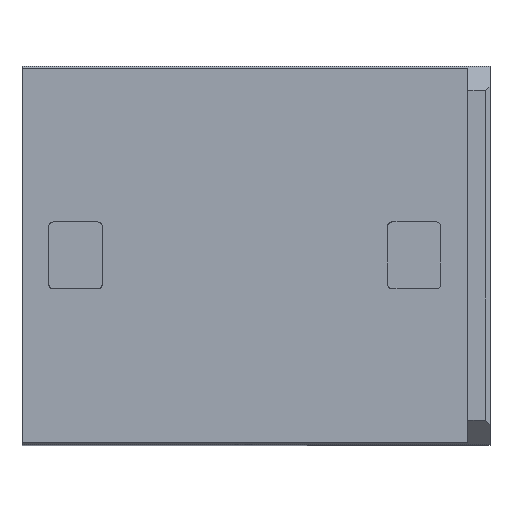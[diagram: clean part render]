
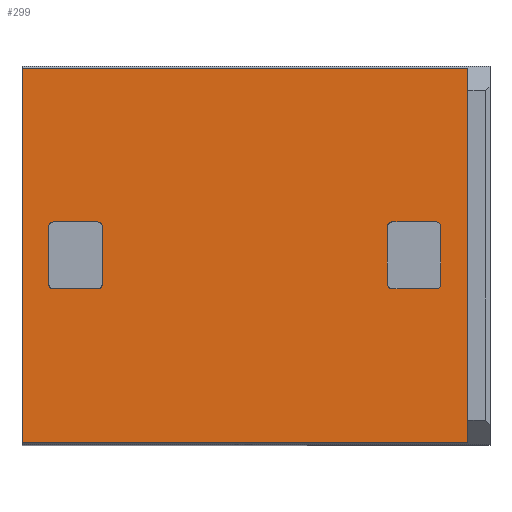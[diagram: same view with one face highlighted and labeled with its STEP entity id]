
A CAD part, top view. The second image highlights one B-rep face of the part: STEP entity #299.
In plain terms, the highlighted planar face has unit normal (0, 0, 1).
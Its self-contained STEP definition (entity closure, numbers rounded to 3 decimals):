
#89=PLANE('',#950);
#118=LINE('',#1490,#200);
#122=LINE('',#1500,#204);
#125=LINE('',#1508,#207);
#128=LINE('',#1516,#210);
#134=LINE('',#1539,#216);
#138=LINE('',#1549,#220);
#141=LINE('',#1557,#223);
#144=LINE('',#1565,#226);
#163=LINE('',#1608,#245);
#164=LINE('',#1610,#246);
#165=LINE('',#1612,#247);
#166=LINE('',#1614,#248);
#200=VECTOR('',#1026,1.);
#204=VECTOR('',#1036,1.);
#207=VECTOR('',#1045,1.);
#210=VECTOR('',#1054,1.);
#216=VECTOR('',#1076,1.);
#220=VECTOR('',#1086,1.);
#223=VECTOR('',#1095,1.);
#226=VECTOR('',#1104,1.);
#245=VECTOR('',#1133,1.);
#246=VECTOR('',#1136,1.);
#247=VECTOR('',#1137,1.);
#248=VECTOR('',#1138,1.);
#299=ADVANCED_FACE('',(#363,#364,#365),#89,.T.);
#341=CIRCLE('',#919,1.);
#342=CIRCLE('',#922,1.);
#343=CIRCLE('',#925,1.);
#344=CIRCLE('',#928,1.);
#349=CIRCLE('',#936,1.);
#350=CIRCLE('',#939,1.);
#351=CIRCLE('',#942,1.);
#352=CIRCLE('',#945,1.);
#363=FACE_BOUND('',#408,.T.);
#364=FACE_BOUND('',#409,.T.);
#365=FACE_BOUND('',#410,.T.);
#408=EDGE_LOOP('',(#563,#564,#565,#566));
#409=EDGE_LOOP('',(#567,#568,#569,#570,#571,#572,#573,#574));
#410=EDGE_LOOP('',(#575,#576,#577,#578,#579,#580,#581,#582));
#563=ORIENTED_EDGE('',*,*,#833,.F.);
#564=ORIENTED_EDGE('',*,*,#832,.T.);
#565=ORIENTED_EDGE('',*,*,#834,.F.);
#566=ORIENTED_EDGE('',*,*,#835,.F.);
#567=ORIENTED_EDGE('',*,*,#790,.T.);
#568=ORIENTED_EDGE('',*,*,#788,.T.);
#569=ORIENTED_EDGE('',*,*,#786,.T.);
#570=ORIENTED_EDGE('',*,*,#784,.T.);
#571=ORIENTED_EDGE('',*,*,#782,.T.);
#572=ORIENTED_EDGE('',*,*,#780,.T.);
#573=ORIENTED_EDGE('',*,*,#778,.T.);
#574=ORIENTED_EDGE('',*,*,#775,.T.);
#575=ORIENTED_EDGE('',*,*,#814,.T.);
#576=ORIENTED_EDGE('',*,*,#812,.T.);
#577=ORIENTED_EDGE('',*,*,#810,.T.);
#578=ORIENTED_EDGE('',*,*,#808,.T.);
#579=ORIENTED_EDGE('',*,*,#806,.T.);
#580=ORIENTED_EDGE('',*,*,#804,.T.);
#581=ORIENTED_EDGE('',*,*,#802,.T.);
#582=ORIENTED_EDGE('',*,*,#799,.T.);
#690=VERTEX_POINT('',#1491);
#691=VERTEX_POINT('',#1492);
#692=VERTEX_POINT('',#1497);
#693=VERTEX_POINT('',#1501);
#694=VERTEX_POINT('',#1505);
#695=VERTEX_POINT('',#1509);
#696=VERTEX_POINT('',#1513);
#697=VERTEX_POINT('',#1517);
#706=VERTEX_POINT('',#1540);
#707=VERTEX_POINT('',#1541);
#708=VERTEX_POINT('',#1546);
#709=VERTEX_POINT('',#1550);
#710=VERTEX_POINT('',#1554);
#711=VERTEX_POINT('',#1558);
#712=VERTEX_POINT('',#1562);
#713=VERTEX_POINT('',#1566);
#729=VERTEX_POINT('',#1603);
#731=VERTEX_POINT('',#1607);
#732=VERTEX_POINT('',#1611);
#733=VERTEX_POINT('',#1613);
#775=EDGE_CURVE('',#690,#691,#118,.T.);
#778=EDGE_CURVE('',#692,#690,#341,.T.);
#780=EDGE_CURVE('',#693,#692,#122,.T.);
#782=EDGE_CURVE('',#694,#693,#342,.T.);
#784=EDGE_CURVE('',#695,#694,#125,.T.);
#786=EDGE_CURVE('',#696,#695,#343,.T.);
#788=EDGE_CURVE('',#697,#696,#128,.T.);
#790=EDGE_CURVE('',#691,#697,#344,.T.);
#799=EDGE_CURVE('',#706,#707,#134,.T.);
#802=EDGE_CURVE('',#708,#706,#349,.T.);
#804=EDGE_CURVE('',#709,#708,#138,.T.);
#806=EDGE_CURVE('',#710,#709,#350,.T.);
#808=EDGE_CURVE('',#711,#710,#141,.T.);
#810=EDGE_CURVE('',#712,#711,#351,.T.);
#812=EDGE_CURVE('',#713,#712,#144,.T.);
#814=EDGE_CURVE('',#707,#713,#352,.T.);
#832=EDGE_CURVE('',#729,#731,#163,.T.);
#833=EDGE_CURVE('',#729,#732,#164,.T.);
#834=EDGE_CURVE('',#733,#731,#165,.T.);
#835=EDGE_CURVE('',#732,#733,#166,.T.);
#919=AXIS2_PLACEMENT_3D('',#1496,#1031,#1032);
#922=AXIS2_PLACEMENT_3D('',#1504,#1040,#1041);
#925=AXIS2_PLACEMENT_3D('',#1512,#1049,#1050);
#928=AXIS2_PLACEMENT_3D('',#1520,#1058,#1059);
#936=AXIS2_PLACEMENT_3D('',#1545,#1081,#1082);
#939=AXIS2_PLACEMENT_3D('',#1553,#1090,#1091);
#942=AXIS2_PLACEMENT_3D('',#1561,#1099,#1100);
#945=AXIS2_PLACEMENT_3D('',#1569,#1108,#1109);
#950=AXIS2_PLACEMENT_3D('',#1615,#1139,#1140);
#1026=DIRECTION('',(0.,-1.,0.));
#1031=DIRECTION('',(0.,0.,-1.));
#1032=DIRECTION('',(-1.,0.,0.));
#1036=DIRECTION('',(1.,0.,0.));
#1040=DIRECTION('',(0.,0.,-1.));
#1041=DIRECTION('',(1.,0.,0.));
#1045=DIRECTION('',(0.,1.,0.));
#1049=DIRECTION('',(0.,0.,-1.));
#1050=DIRECTION('',(1.,0.,0.));
#1054=DIRECTION('',(-1.,0.,0.));
#1058=DIRECTION('',(0.,0.,-1.));
#1059=DIRECTION('',(-1.,0.,0.));
#1076=DIRECTION('',(0.,-1.,0.));
#1081=DIRECTION('',(0.,0.,-1.));
#1082=DIRECTION('',(-1.,0.,0.));
#1086=DIRECTION('',(1.,0.,0.));
#1090=DIRECTION('',(0.,0.,-1.));
#1091=DIRECTION('',(1.,0.,0.));
#1095=DIRECTION('',(0.,1.,0.));
#1099=DIRECTION('',(0.,0.,-1.));
#1100=DIRECTION('',(1.,0.,0.));
#1104=DIRECTION('',(-1.,0.,0.));
#1108=DIRECTION('',(0.,0.,-1.));
#1109=DIRECTION('',(-1.,0.,0.));
#1133=DIRECTION('',(0.,1.,0.));
#1136=DIRECTION('',(-1.,0.,0.));
#1137=DIRECTION('',(1.,0.,0.));
#1138=DIRECTION('',(0.,1.,0.));
#1139=DIRECTION('',(0.,0.,1.));
#1140=DIRECTION('',(1.,0.,0.));
#1490=CARTESIAN_POINT('',(-6.,6.5,0.));
#1491=CARTESIAN_POINT('',(-6.,6.5,0.));
#1492=CARTESIAN_POINT('',(-6.,-6.5,0.));
#1496=CARTESIAN_POINT('',(-7.,6.5,0.));
#1497=CARTESIAN_POINT('',(-7.,7.5,0.));
#1500=CARTESIAN_POINT('',(-17.,7.5,0.));
#1501=CARTESIAN_POINT('',(-17.,7.5,0.));
#1504=CARTESIAN_POINT('',(-17.,6.5,0.));
#1505=CARTESIAN_POINT('',(-18.,6.5,0.));
#1508=CARTESIAN_POINT('',(-18.,-6.5,0.));
#1509=CARTESIAN_POINT('',(-18.,-6.5,0.));
#1512=CARTESIAN_POINT('',(-17.,-6.5,0.));
#1513=CARTESIAN_POINT('',(-17.,-7.5,0.));
#1516=CARTESIAN_POINT('',(-7.,-7.5,0.));
#1517=CARTESIAN_POINT('',(-7.,-7.5,0.));
#1520=CARTESIAN_POINT('',(-7.,-6.5,0.));
#1539=CARTESIAN_POINT('',(-82.,6.5,0.));
#1540=CARTESIAN_POINT('',(-82.,6.5,0.));
#1541=CARTESIAN_POINT('',(-82.,-6.5,0.));
#1545=CARTESIAN_POINT('',(-83.,6.5,0.));
#1546=CARTESIAN_POINT('',(-83.,7.5,0.));
#1549=CARTESIAN_POINT('',(-93.,7.5,0.));
#1550=CARTESIAN_POINT('',(-93.,7.5,0.));
#1553=CARTESIAN_POINT('',(-93.,6.5,0.));
#1554=CARTESIAN_POINT('',(-94.,6.5,0.));
#1557=CARTESIAN_POINT('',(-94.,-6.5,0.));
#1558=CARTESIAN_POINT('',(-94.,-6.5,0.));
#1561=CARTESIAN_POINT('',(-93.,-6.5,0.));
#1562=CARTESIAN_POINT('',(-93.,-7.5,0.));
#1565=CARTESIAN_POINT('',(-83.,-7.5,0.));
#1566=CARTESIAN_POINT('',(-83.,-7.5,0.));
#1569=CARTESIAN_POINT('',(-83.,-6.5,0.));
#1603=CARTESIAN_POINT('',(0.,-42.,0.));
#1607=CARTESIAN_POINT('',(0.,42.,0.));
#1608=CARTESIAN_POINT('',(0.,-42.5,0.));
#1610=CARTESIAN_POINT('',(-100.,-42.,0.));
#1611=CARTESIAN_POINT('',(-100.,-42.,0.));
#1612=CARTESIAN_POINT('',(-100.,42.,0.));
#1613=CARTESIAN_POINT('',(-100.,42.,0.));
#1614=CARTESIAN_POINT('',(-100.,-42.5,0.));
#1615=CARTESIAN_POINT('',(-100.,-42.5,0.));
